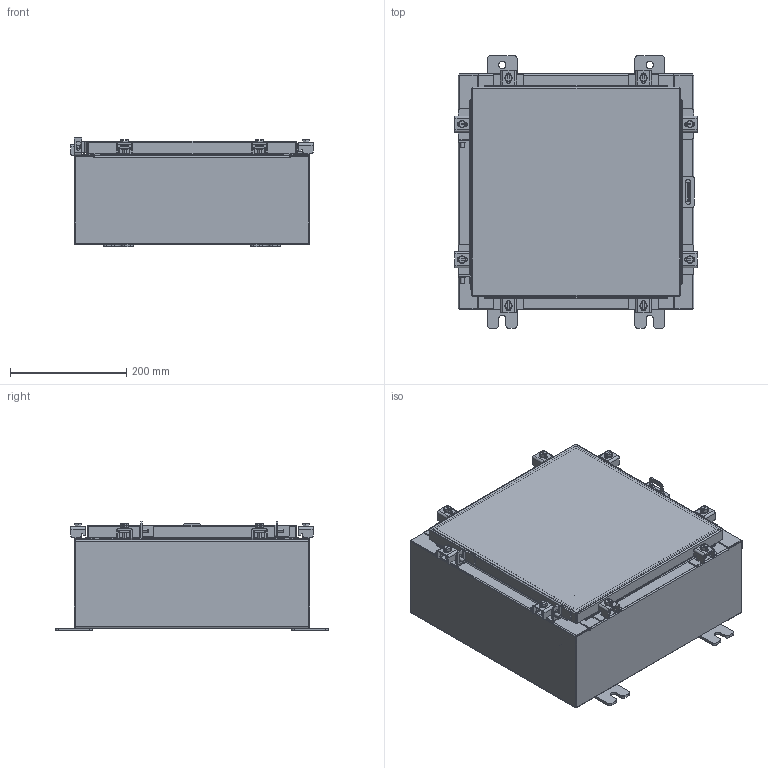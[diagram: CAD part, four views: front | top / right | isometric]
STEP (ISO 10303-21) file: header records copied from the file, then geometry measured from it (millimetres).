
FILE_DESCRIPTION (( 'STEP AP203' ), '1' );
FILE_NAME ('EX16H1606SS6WP.STEP', '2015-04-07T13:57:07', ( 'changeme' ), ( 'Microsoft' ), 'SwSTEP 2.0', 'SolidWorks 2014', '' );
FILE_SCHEMA (( 'CONFIG_CONTROL_DESIGN' ));
Length unit declared in the file: inch
Products named in the file (24): N-WMT04X30402202210-00 22104005_DEFAULT; EX16H1606SS6WP Clamp Assembly; EX16H1606SS6WP Mounting Studs; N-WMT04X30402202210-00 Clamp Top; EX16H1606SS6WP Standard Clamps; Quarter-20 CD Stud; Special Clamp Assembly; EX16H1606SS6WP Cover; EX16H1606SS6WP Padlock Hasp; EX16H1606SS6WP Special Clamp; EX16H1606SS6WP Body; EX16H1606SS6WP Padlock Staple; ATEX CLAMP HINGE BRAKET; EX16H1606SS6WP Bottom; EX16H1606SS6WP Clamp Bracket; HW-CLN-NH-20320; EX16H1606SS6WP Top; 22101002_RTP29; EX16H1606SS6WP; 30X10 Clamp Bracket2; 22104005_DEFAULT_RTP30; N-WMT04X30402202210-00 22101002; Clamp Top_RTP31; EX16H1606SS6WP Backpanel
Assembly tree (39 placements, depth 4):
  EX16H1606SS6WP
    EX16H1606SS6WP Backpanel
    EX16H1606SS6WP Mounting Studs  x4
    Quarter-20 CD Stud  x2
    EX16H1606SS6WP Padlock Hasp
    EX16H1606SS6WP Padlock Staple
    EX16H1606SS6WP Standard Clamps  x6
      EX16H1606SS6WP Clamp Bracket
      EX16H1606SS6WP Clamp Assembly
        22101002_RTP29  x2
        22104005_DEFAULT_RTP30
        Clamp Top_RTP31
    EX16H1606SS6WP Cover
    EX16H1606SS6WP Body
    EX16H1606SS6WP Bottom
    EX16H1606SS6WP Top
    EX16H1606SS6WP Special Clamp  x2
      30X10 Clamp Bracket2
      Special Clamp Assembly
        N-WMT04X30402202210-00 22101002  x2
        N-WMT04X30402202210-00 22104005_DEFAULT
        N-WMT04X30402202210-00 Clamp Top
    ATEX CLAMP HINGE BRAKET  x2
    HW-CLN-NH-20320  x4
Bounding box: 417.1 x 469.9 x 189.3 mm (x, y, z)
Volume: 1666952.8 mm3; surface area: 1650127 mm2
Topology: 61 solids, 61 shells, 1534 faces, 3756 edges, 2372 vertices
Faces by surface type: plane 823, cylinder 583, cone 64, torus 52, bspline 12
Entity records: 21943 total; most frequent: CARTESIAN_POINT 3893, DIRECTION 3235, ORIENTED_EDGE 3042, EDGE_CURVE 1521, AXIS2_PLACEMENT_3D 1120, VECTOR 995, LINE 995, VERTEX_POINT 934
